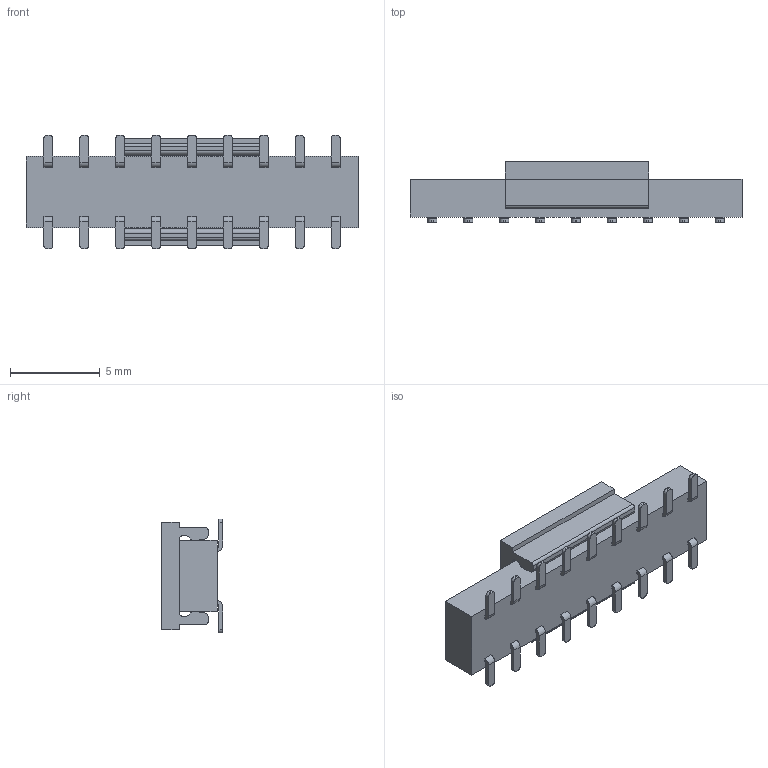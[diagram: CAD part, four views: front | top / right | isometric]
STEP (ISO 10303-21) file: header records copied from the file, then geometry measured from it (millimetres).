
FILE_DESCRIPTION( ('This file contains a STEP AP42 implementation' ,'as created by ZW3D STEP Interface translator.') ,'2;1' );
FILE_NAME( '2221-2XXMXXCUNX3.stp' ,'23 414. 92142', (''), ('ZWCAD Software Co.'), 'Version 1.0', 'ZW3D to STEP translator', '' );
FILE_SCHEMA(('AUTOMOTIVE_DESIGN { 1 0 10303 214 1 1 1 1 }'));
Length unit declared in the file: millimetre
Products named in the file (2): 0; 2221-220MXXCUNX3
Bounding box: 18.5 x 3.4 x 6.35 mm (x, y, z)
Volume: 189.1 mm3; surface area: 732.8 mm2
Topology: 1 solids, 7 shells, 1630 faces, 4451 edges, 2818 vertices
Faces by surface type: plane 1044, cylinder 370, bspline 216
Entity records: 70173 total; most frequent: CARTESIAN_POINT 35981, ORIENTED_EDGE 8952, EDGE_CURVE 4451, B_SPLINE_CURVE_WITH_KNOTS 3901, DIRECTION 3436, VERTEX_POINT 2818, EDGE_LOOP 1689, FACE_OUTER_BOUND 1630
